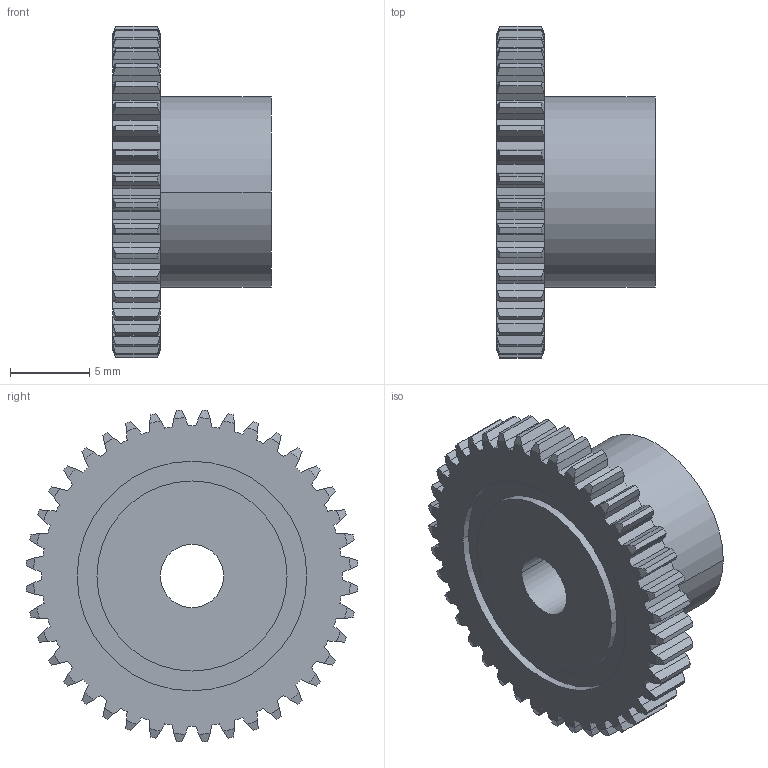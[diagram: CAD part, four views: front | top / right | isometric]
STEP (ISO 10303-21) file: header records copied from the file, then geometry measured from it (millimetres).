
FILE_DESCRIPTION( ( '' ), '1' );
FILE_NAME( 'artikel_nr___28104000.stp', '2007-11-07T00:56:04', ( '' ), ( '' ), ' ', ' ', ' ' );
FILE_SCHEMA( ( 'automotive_design' ) );
Length unit declared in the file: millimetre
Products named in the file (1): 1
Bounding box: 10 x 20.96 x 20.96 mm (x, y, z)
Volume: 1545.5 mm3; surface area: 1413.9 mm2
Topology: 1 solids, 1 shells, 336 faces, 830 edges, 500 vertices
Faces by surface type: plane 166, cylinder 90, cone 80
Entity records: 18980 total; most frequent: CARTESIAN_POINT 1987, STYLED_ITEM 1667, PRESENTATION_STYLE_ASSIGNMENT 1667, COLOUR_RGB 1667, ORIENTED_EDGE 1660, DIRECTION 1604, EDGE_CURVE 830, CURVE_STYLE 830
